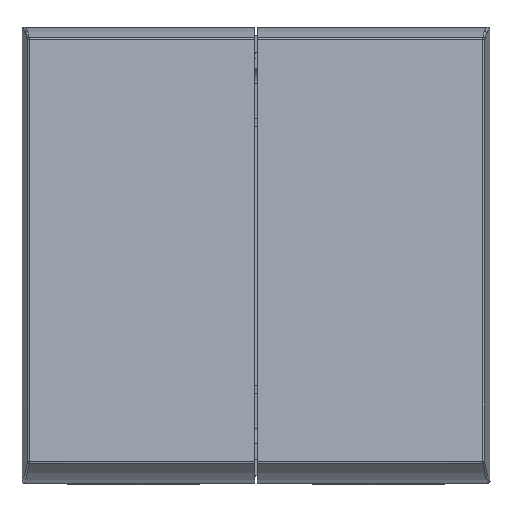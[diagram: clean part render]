
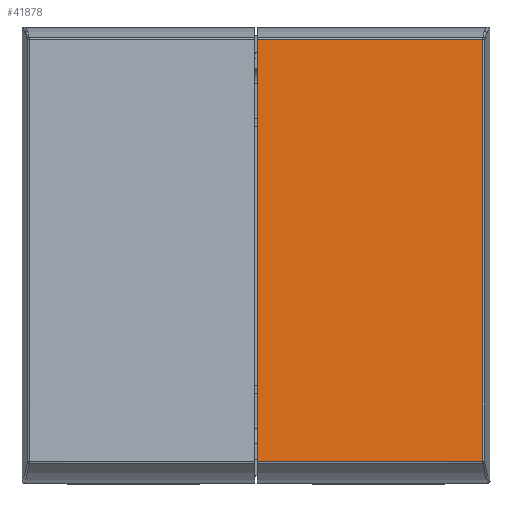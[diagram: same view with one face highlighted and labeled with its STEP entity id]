
A CAD part, front view. The second image highlights one B-rep face of the part: STEP entity #41878.
In plain terms, the highlighted planar face has unit normal (0, -0.997, 0.079).
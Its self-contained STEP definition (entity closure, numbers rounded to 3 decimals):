
#32 = FACE_OUTER_BOUND ( 'NONE', #24601, .T. ) ;
#2117 = CARTESIAN_POINT ( 'NONE',  ( 22.5, -6.308, 21.346 ) ) ;
#6286 = CARTESIAN_POINT ( 'NONE',  ( 22.5, -9.593, -20.273 ) ) ;
#6965 = LINE ( 'NONE', #16484, #24057 ) ;
#9060 = VERTEX_POINT ( 'NONE', #35607 ) ;
#10011 = DIRECTION ( 'NONE',  ( 0., 0.997, -0.079 ) ) ;
#13544 = VERTEX_POINT ( 'NONE', #14019 ) ;
#14019 = CARTESIAN_POINT ( 'NONE',  ( 0.1, -6.308, 21.346 ) ) ;
#14272 = ORIENTED_EDGE ( 'NONE', *, *, #41348, .F. ) ;
#14820 = EDGE_CURVE ( 'NONE', #27468, #20577, #34854, .T. ) ;
#16434 = DIRECTION ( 'NONE',  ( 0., 0.079, 0.997 ) ) ;
#16484 = CARTESIAN_POINT ( 'NONE',  ( 0.1, -10.337, -29.695 ) ) ;
#16650 = VECTOR ( 'NONE', #16434, 1000. ) ;
#17362 = ORIENTED_EDGE ( 'NONE', *, *, #14820, .T. ) ;
#17671 = EDGE_CURVE ( 'NONE', #20577, #9060, #25719, .T. ) ;
#18252 = ORIENTED_EDGE ( 'NONE', *, *, #24534, .T. ) ;
#19307 = VECTOR ( 'NONE', #32965, 1000. ) ;
#20378 = LINE ( 'NONE', #2117, #19307 ) ;
#20577 = VERTEX_POINT ( 'NONE', #26366 ) ;
#22173 = CARTESIAN_POINT ( 'NONE',  ( 0.1, -9.593, -20.273 ) ) ;
#24057 = VECTOR ( 'NONE', #33476, 1000. ) ;
#24534 = EDGE_CURVE ( 'NONE', #9060, #13544, #20378, .T. ) ;
#24601 = EDGE_LOOP ( 'NONE', ( #18252, #14272, #17362, #29473 ) ) ;
#25719 = LINE ( 'NONE', #26561, #16650 ) ;
#26366 = CARTESIAN_POINT ( 'NONE',  ( 22.317, -9.593, -20.273 ) ) ;
#26561 = CARTESIAN_POINT ( 'NONE',  ( 22.317, -9.603, -20.399 ) ) ;
#27468 = VERTEX_POINT ( 'NONE', #22173 ) ;
#29473 = ORIENTED_EDGE ( 'NONE', *, *, #17671, .T. ) ;
#30422 = CARTESIAN_POINT ( 'NONE',  ( 22.5, -9.603, -20.399 ) ) ;
#30659 = AXIS2_PLACEMENT_3D ( 'NONE', #30422, #10011, #33881 ) ;
#32965 = DIRECTION ( 'NONE',  ( -1., 0., 0. ) ) ;
#33476 = DIRECTION ( 'NONE',  ( 0., 0.079, 0.997 ) ) ;
#33555 = DIRECTION ( 'NONE',  ( 1., 0., 0. ) ) ;
#33881 = DIRECTION ( 'NONE',  ( 0., 0.079, 0.997 ) ) ;
#34854 = LINE ( 'NONE', #6286, #42823 ) ;
#35607 = CARTESIAN_POINT ( 'NONE',  ( 22.317, -6.308, 21.346 ) ) ;
#41348 = EDGE_CURVE ( 'NONE', #27468, #13544, #6965, .T. ) ;
#41878 = ADVANCED_FACE ( 'NONE', ( #32 ), #43952, .F. ) ;
#42823 = VECTOR ( 'NONE', #33555, 1000. ) ;
#43952 = PLANE ( 'NONE',  #30659 ) ;
